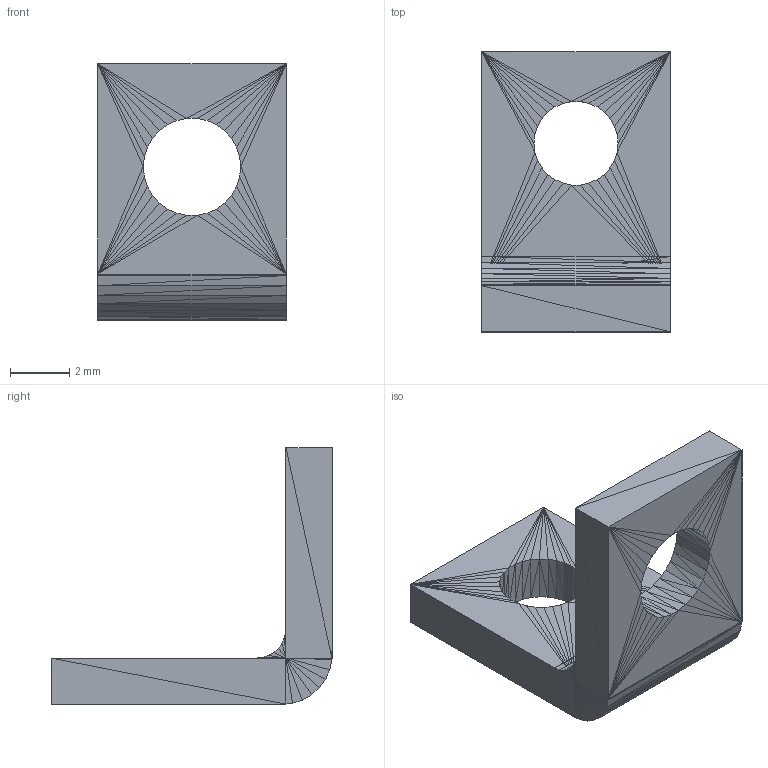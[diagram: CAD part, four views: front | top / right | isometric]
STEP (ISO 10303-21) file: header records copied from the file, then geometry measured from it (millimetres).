
FILE_DESCRIPTION((''),'2;1');
FILE_NAME('keystone_612', '2025-03-08T11:01:09', (''), (''), 'ImageToStl.com STEP Converter','', '');
FILE_SCHEMA(('AUTOMOTIVE_DESIGN_CC2'));
Length unit declared in the file: metre
Products named in the file (1): product0
Bounding box: 6.4 x 9.5 x 8.7 mm (x, y, z)
Surface area: 303.3 mm2 (no closed solid volume)
Topology: 0 solids, 348 shells, 348 faces, 1044 edges, 174 vertices
Faces by surface type: plane 348
Entity records: 8032 total; most frequent: DIRECTION 1742, ORIENTED_EDGE 1044, EDGE_CURVE 1044, LINE 1044, VECTOR 1044, AXIS2_PLACEMENT_3D 349, FACE_SURFACE 348, PLANE 348
